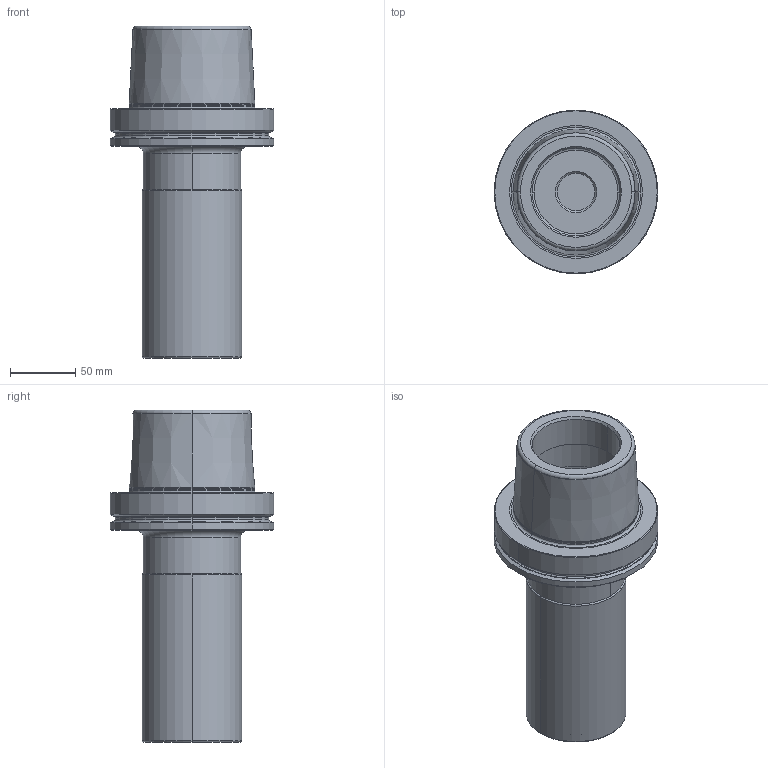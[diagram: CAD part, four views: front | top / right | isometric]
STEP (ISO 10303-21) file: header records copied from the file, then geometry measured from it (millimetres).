
FILE_DESCRIPTION(/* description */ (''),/* implementation_level */ '2;1');
FILE_NAME(/* name */ 'ASPX4UR485H125A050SA_IR0_031.stp',/* time_stamp */ '2021-10-19T09:07:42+09:00',/* author */ (''),/* organization */ (''),/* preprocessor_version */ 'ST-DEVELOPER v16',/* originating_system */ 'SIEMENS PLM Software NX 10.0',/* authorisation */ '');
FILE_SCHEMA (('AUTOMOTIVE_DESIGN { 1 0 10303 214 3 1 1 1 }'));
Length unit declared in the file: millimetre
Products named in the file (1): ASPX4UR485H125A050SA_IR0_031_ASM
Bounding box: 125 x 125 x 253.5 mm (x, y, z)
Volume: 1457467.8 mm3; surface area: 167757.4 mm2
Topology: 2 solids, 2 shells, 96 faces, 197 edges, 121 vertices
Faces by surface type: torus 32, cylinder 26, cone 26, plane 10, revolution 2
Entity records: 3029 total; most frequent: CARTESIAN_POINT 777, DIRECTION 545, ORIENTED_EDGE 380, AXIS2_PLACEMENT_3D 244, EDGE_CURVE 190, CIRCLE 139, EDGE_LOOP 104, VERTEX_POINT 104
